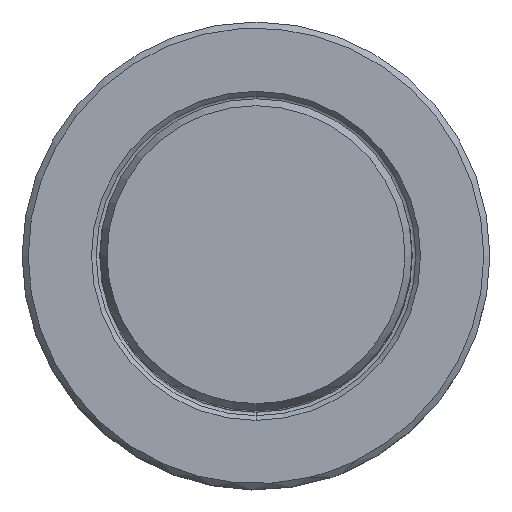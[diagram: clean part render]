
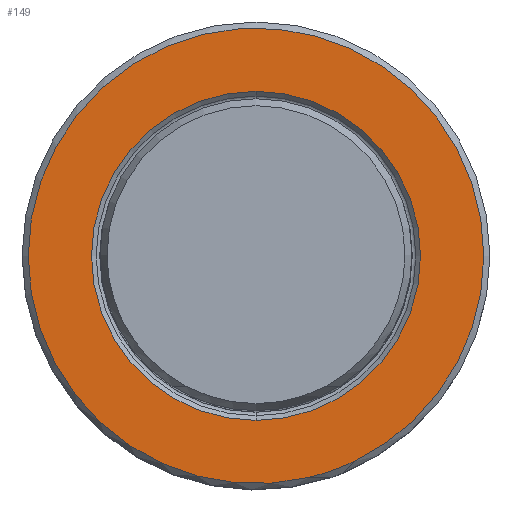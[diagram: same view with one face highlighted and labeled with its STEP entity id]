
A CAD part, top view. The second image highlights one B-rep face of the part: STEP entity #149.
In plain terms, the highlighted planar face has unit normal (0, 0, 1).
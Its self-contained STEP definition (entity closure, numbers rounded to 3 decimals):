
#30=FACE_BOUND('',#294,.T.);
#31=FACE_BOUND('',#295,.T.);
#42=PLANE('',#1267);
#149=ADVANCED_FACE('',(#30,#31),#42,.F.);
#294=EDGE_LOOP('',(#528,#529,#530,#531,#532));
#295=EDGE_LOOP('',(#533,#534));
#528=ORIENTED_EDGE('',*,*,#788,.F.);
#529=ORIENTED_EDGE('',*,*,#789,.F.);
#530=ORIENTED_EDGE('',*,*,#790,.F.);
#531=ORIENTED_EDGE('',*,*,#791,.F.);
#532=ORIENTED_EDGE('',*,*,#792,.F.);
#533=ORIENTED_EDGE('',*,*,#787,.F.);
#534=ORIENTED_EDGE('',*,*,#793,.F.);
#655=VERTEX_POINT('',#2359);
#656=VERTEX_POINT('',#2361);
#657=VERTEX_POINT('',#2365);
#658=VERTEX_POINT('',#2366);
#659=VERTEX_POINT('',#2368);
#660=VERTEX_POINT('',#2370);
#661=VERTEX_POINT('',#2372);
#787=EDGE_CURVE('',#656,#655,#933,.T.);
#788=EDGE_CURVE('',#657,#658,#934,.T.);
#789=EDGE_CURVE('',#659,#657,#935,.T.);
#790=EDGE_CURVE('',#660,#659,#936,.T.);
#791=EDGE_CURVE('',#661,#660,#937,.T.);
#792=EDGE_CURVE('',#658,#661,#938,.T.);
#793=EDGE_CURVE('',#655,#656,#939,.T.);
#933=CIRCLE('',#1259,13.4);
#934=CIRCLE('',#1261,18.55);
#935=CIRCLE('',#1262,18.55);
#936=CIRCLE('',#1263,18.55);
#937=CIRCLE('',#1264,18.55);
#938=CIRCLE('',#1265,18.55);
#939=CIRCLE('',#1266,13.4);
#1259=AXIS2_PLACEMENT_3D('',#2362,#1564,#1565);
#1261=AXIS2_PLACEMENT_3D('',#2364,#1568,#1569);
#1262=AXIS2_PLACEMENT_3D('',#2367,#1570,#1571);
#1263=AXIS2_PLACEMENT_3D('',#2369,#1572,#1573);
#1264=AXIS2_PLACEMENT_3D('',#2371,#1574,#1575);
#1265=AXIS2_PLACEMENT_3D('',#2373,#1576,#1577);
#1266=AXIS2_PLACEMENT_3D('',#2374,#1578,#1579);
#1267=AXIS2_PLACEMENT_3D('',#2375,#1580,#1581);
#1564=DIRECTION('',(0.,0.,1.));
#1565=DIRECTION('',(0.,1.,0.));
#1568=DIRECTION('',(0.,0.,-1.));
#1569=DIRECTION('',(1.,0.,0.));
#1570=DIRECTION('',(0.,0.,-1.));
#1571=DIRECTION('',(-0.231,0.973,0.));
#1572=DIRECTION('',(0.,0.,-1.));
#1573=DIRECTION('',(-1.,0.,0.));
#1574=DIRECTION('',(0.,0.,-1.));
#1575=DIRECTION('',(0.231,-0.973,0.));
#1576=DIRECTION('',(0.,0.,-1.));
#1577=DIRECTION('',(0.432,-0.902,0.));
#1578=DIRECTION('',(0.,0.,1.));
#1579=DIRECTION('',(0.,-1.,0.));
#1580=DIRECTION('',(0.,0.,-1.));
#1581=DIRECTION('',(0.,-1.,0.));
#2359=CARTESIAN_POINT('',(0.,-13.4,0.));
#2361=CARTESIAN_POINT('',(0.,13.4,0.));
#2362=CARTESIAN_POINT('',(0.,0.,0.));
#2364=CARTESIAN_POINT('',(0.,0.,0.));
#2365=CARTESIAN_POINT('',(18.55,0.,0.));
#2366=CARTESIAN_POINT('',(8.005,-16.734,0.));
#2367=CARTESIAN_POINT('',(0.,0.,0.));
#2368=CARTESIAN_POINT('',(-4.278,18.05,0.));
#2369=CARTESIAN_POINT('',(0.,0.,0.));
#2370=CARTESIAN_POINT('',(-18.55,0.,0.));
#2371=CARTESIAN_POINT('',(0.,0.,0.));
#2372=CARTESIAN_POINT('',(4.278,-18.05,0.));
#2373=CARTESIAN_POINT('',(0.,0.,0.));
#2374=CARTESIAN_POINT('',(0.,0.,0.));
#2375=CARTESIAN_POINT('',(0.,0.,0.));
